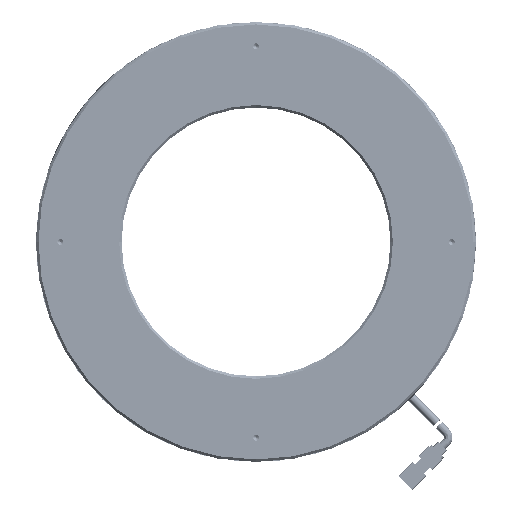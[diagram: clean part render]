
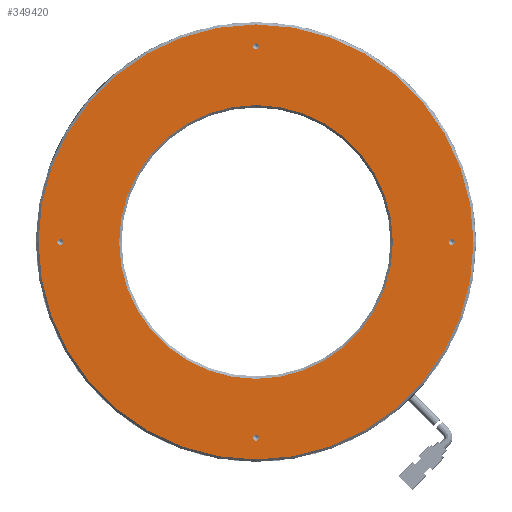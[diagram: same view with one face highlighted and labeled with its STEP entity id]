
A CAD part, front view. The second image highlights one B-rep face of the part: STEP entity #349420.
In plain terms, the highlighted planar face has unit normal (0, -1, 0).
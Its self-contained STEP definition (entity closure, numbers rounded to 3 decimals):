
#628 = DIRECTION ( 'NONE',  ( 0., 1., 0. ) ) ;
#690 = FACE_BOUND ( 'NONE', #154441, .T. ) ;
#4671 = VERTEX_POINT ( 'NONE', #142454 ) ;
#13361 = DIRECTION ( 'NONE',  ( 0., 0., 1. ) ) ;
#13962 = CIRCLE ( 'NONE', #54750, 1.25 ) ;
#15060 = DIRECTION ( 'NONE',  ( 0., 1., 0. ) ) ;
#16224 = DIRECTION ( 'NONE',  ( 0., 1., 0. ) ) ;
#21269 = AXIS2_PLACEMENT_3D ( 'NONE', #260767, #65218, #293587 ) ;
#23419 = AXIS2_PLACEMENT_3D ( 'NONE', #404449, #208879, #13361 ) ;
#24472 = CARTESIAN_POINT ( 'NONE',  ( -121.39, 14.709, 7.878 ) ) ;
#27936 = CARTESIAN_POINT ( 'NONE',  ( 38.61, 14.709, 10.378 ) ) ;
#31173 = CARTESIAN_POINT ( 'NONE',  ( 38.61, 14.709, 7.878 ) ) ;
#36932 = VERTEX_POINT ( 'NONE', #305202 ) ;
#54750 = AXIS2_PLACEMENT_3D ( 'NONE', #196281, #628, #228954 ) ;
#55474 = EDGE_CURVE ( 'NONE', #155040, #249601, #240892, .T. ) ;
#57024 = CARTESIAN_POINT ( 'NONE',  ( -121.39, 14.709, 9.128 ) ) ;
#65129 = ORIENTED_EDGE ( 'NONE', *, *, #406958, .T. ) ;
#65218 = DIRECTION ( 'NONE',  ( 0., 1., 0. ) ) ;
#65803 = CARTESIAN_POINT ( 'NONE',  ( 48.61, 14.709, 9.128 ) ) ;
#83615 = CARTESIAN_POINT ( 'NONE',  ( -41.39, 14.709, -79.872 ) ) ;
#84494 = DIRECTION ( 'NONE',  ( 0., 1., 0. ) ) ;
#89955 = DIRECTION ( 'NONE',  ( 0., 0., -1. ) ) ;
#98679 = DIRECTION ( 'NONE',  ( 0., 0., -1. ) ) ;
#109914 = EDGE_CURVE ( 'NONE', #378926, #354518, #423844, .T. ) ;
#117138 = ORIENTED_EDGE ( 'NONE', *, *, #134414, .T. ) ;
#117579 = CIRCLE ( 'NONE', #131006, 1.25 ) ;
#117915 = EDGE_LOOP ( 'NONE', ( #297059, #65129 ) ) ;
#125964 = AXIS2_PLACEMENT_3D ( 'NONE', #140620, #368871, #173414 ) ;
#131006 = AXIS2_PLACEMENT_3D ( 'NONE', #210624, #15060, #243471 ) ;
#134385 = DIRECTION ( 'NONE',  ( 0., -1., 0. ) ) ;
#134414 = EDGE_CURVE ( 'NONE', #156516, #405760, #196379, .T. ) ;
#140620 = CARTESIAN_POINT ( 'NONE',  ( -41.39, 14.709, 9.128 ) ) ;
#142454 = CARTESIAN_POINT ( 'NONE',  ( -41.39, 14.709, 98.128 ) ) ;
#143266 = EDGE_CURVE ( 'NONE', #149967, #372697, #259468, .T. ) ;
#149967 = VERTEX_POINT ( 'NONE', #27936 ) ;
#151194 = CIRCLE ( 'NONE', #23419, 89. ) ;
#154441 = EDGE_LOOP ( 'NONE', ( #279620, #355368 ) ) ;
#155040 = VERTEX_POINT ( 'NONE', #24472 ) ;
#156516 = VERTEX_POINT ( 'NONE', #169069 ) ;
#160822 = ORIENTED_EDGE ( 'NONE', *, *, #308156, .T. ) ;
#162356 = AXIS2_PLACEMENT_3D ( 'NONE', #358337, #162787, #391158 ) ;
#162787 = DIRECTION ( 'NONE',  ( 0., 1., 0. ) ) ;
#167565 = CIRCLE ( 'NONE', #125964, 56. ) ;
#169069 = CARTESIAN_POINT ( 'NONE',  ( -41.39, 14.709, 90.378 ) ) ;
#173294 = CARTESIAN_POINT ( 'NONE',  ( -41.39, 14.709, 89.128 ) ) ;
#173414 = DIRECTION ( 'NONE',  ( 0., 0., -1. ) ) ;
#175491 = EDGE_CURVE ( 'NONE', #405760, #156516, #354910, .T. ) ;
#176297 = EDGE_LOOP ( 'NONE', ( #229194, #117138 ) ) ;
#187578 = DIRECTION ( 'NONE',  ( 0., 1., 0. ) ) ;
#196094 = AXIS2_PLACEMENT_3D ( 'NONE', #57024, #285466, #89955 ) ;
#196281 = CARTESIAN_POINT ( 'NONE',  ( 38.61, 14.709, 9.128 ) ) ;
#196379 = CIRCLE ( 'NONE', #336317, 1.25 ) ;
#197905 = AXIS2_PLACEMENT_3D ( 'NONE', #65803, #294193, #98679 ) ;
#201814 = EDGE_CURVE ( 'NONE', #4671, #337111, #408232, .T. ) ;
#202242 = ORIENTED_EDGE ( 'NONE', *, *, #218670, .T. ) ;
#206001 = DIRECTION ( 'NONE',  ( 0., 0., -1. ) ) ;
#208865 = CARTESIAN_POINT ( 'NONE',  ( -41.39, 14.709, -46.872 ) ) ;
#208879 = DIRECTION ( 'NONE',  ( 0., -1., 0. ) ) ;
#210624 = CARTESIAN_POINT ( 'NONE',  ( -41.39, 14.709, -70.872 ) ) ;
#211732 = CARTESIAN_POINT ( 'NONE',  ( -121.39, 14.709, 9.128 ) ) ;
#214747 = ORIENTED_EDGE ( 'NONE', *, *, #143266, .T. ) ;
#217233 = AXIS2_PLACEMENT_3D ( 'NONE', #211732, #16224, #244617 ) ;
#218670 = EDGE_CURVE ( 'NONE', #249601, #155040, #234860, .T. ) ;
#218793 = CIRCLE ( 'NONE', #162356, 1.25 ) ;
#228673 = VERTEX_POINT ( 'NONE', #241318 ) ;
#228954 = DIRECTION ( 'NONE',  ( 0., 0., -1. ) ) ;
#229194 = ORIENTED_EDGE ( 'NONE', *, *, #175491, .T. ) ;
#234860 = CIRCLE ( 'NONE', #196094, 1.25 ) ;
#235112 = CARTESIAN_POINT ( 'NONE',  ( -121.39, 14.709, 10.378 ) ) ;
#240892 = CIRCLE ( 'NONE', #217233, 1.25 ) ;
#241318 = CARTESIAN_POINT ( 'NONE',  ( -41.39, 14.709, -72.122 ) ) ;
#243471 = DIRECTION ( 'NONE',  ( 0., 0., -1. ) ) ;
#244617 = DIRECTION ( 'NONE',  ( 0., 0., -1. ) ) ;
#248197 = AXIS2_PLACEMENT_3D ( 'NONE', #329741, #134385, #362594 ) ;
#249601 = VERTEX_POINT ( 'NONE', #235112 ) ;
#250971 = FACE_BOUND ( 'NONE', #270876, .T. ) ;
#259468 = CIRCLE ( 'NONE', #21269, 1.25 ) ;
#260767 = CARTESIAN_POINT ( 'NONE',  ( 38.61, 14.709, 9.128 ) ) ;
#261227 = FACE_BOUND ( 'NONE', #176297, .T. ) ;
#270876 = EDGE_LOOP ( 'NONE', ( #297341, #202242 ) ) ;
#278900 = AXIS2_PLACEMENT_3D ( 'NONE', #173294, #401509, #206001 ) ;
#279620 = ORIENTED_EDGE ( 'NONE', *, *, #313400, .T. ) ;
#280042 = CARTESIAN_POINT ( 'NONE',  ( -41.39, 14.709, 9.128 ) ) ;
#285466 = DIRECTION ( 'NONE',  ( 0., 1., 0. ) ) ;
#293587 = DIRECTION ( 'NONE',  ( 0., 0., -1. ) ) ;
#294193 = DIRECTION ( 'NONE',  ( 0., -1., 0. ) ) ;
#297059 = ORIENTED_EDGE ( 'NONE', *, *, #201814, .T. ) ;
#297341 = ORIENTED_EDGE ( 'NONE', *, *, #55474, .T. ) ;
#304268 = ORIENTED_EDGE ( 'NONE', *, *, #328699, .T. ) ;
#305202 = CARTESIAN_POINT ( 'NONE',  ( -41.39, 14.709, -69.622 ) ) ;
#308156 = EDGE_CURVE ( 'NONE', #36932, #228673, #117579, .T. ) ;
#312851 = DIRECTION ( 'NONE',  ( 0., 0., -1. ) ) ;
#313400 = EDGE_CURVE ( 'NONE', #354518, #378926, #167565, .T. ) ;
#325527 = PLANE ( 'NONE',  #197905 ) ;
#328431 = CARTESIAN_POINT ( 'NONE',  ( -41.39, 14.709, 87.878 ) ) ;
#328699 = EDGE_CURVE ( 'NONE', #372697, #149967, #13962, .T. ) ;
#329741 = CARTESIAN_POINT ( 'NONE',  ( -41.39, 14.709, 9.128 ) ) ;
#336317 = AXIS2_PLACEMENT_3D ( 'NONE', #383031, #187578, #415893 ) ;
#337111 = VERTEX_POINT ( 'NONE', #83615 ) ;
#337766 = FACE_BOUND ( 'NONE', #410563, .T. ) ;
#339747 = ORIENTED_EDGE ( 'NONE', *, *, #382333, .T. ) ;
#348005 = FACE_BOUND ( 'NONE', #423696, .T. ) ;
#349420 = ADVANCED_FACE ( 'NONE', ( #690, #358271, #261227, #348005, #337766, #250971 ), #325527, .T. ) ;
#354518 = VERTEX_POINT ( 'NONE', #208865 ) ;
#354910 = CIRCLE ( 'NONE', #278900, 1.25 ) ;
#355368 = ORIENTED_EDGE ( 'NONE', *, *, #109914, .T. ) ;
#358271 = FACE_OUTER_BOUND ( 'NONE', #117915, .T. ) ;
#358337 = CARTESIAN_POINT ( 'NONE',  ( -41.39, 14.709, -70.872 ) ) ;
#361265 = CARTESIAN_POINT ( 'NONE',  ( -41.39, 14.709, 65.128 ) ) ;
#362594 = DIRECTION ( 'NONE',  ( 0., 0., 1. ) ) ;
#368871 = DIRECTION ( 'NONE',  ( 0., 1., 0. ) ) ;
#372697 = VERTEX_POINT ( 'NONE', #31173 ) ;
#378926 = VERTEX_POINT ( 'NONE', #361265 ) ;
#382333 = EDGE_CURVE ( 'NONE', #228673, #36932, #218793, .T. ) ;
#383031 = CARTESIAN_POINT ( 'NONE',  ( -41.39, 14.709, 89.128 ) ) ;
#391158 = DIRECTION ( 'NONE',  ( 0., 0., -1. ) ) ;
#400558 = AXIS2_PLACEMENT_3D ( 'NONE', #280042, #84494, #312851 ) ;
#401509 = DIRECTION ( 'NONE',  ( 0., 1., 0. ) ) ;
#404449 = CARTESIAN_POINT ( 'NONE',  ( -41.39, 14.709, 9.128 ) ) ;
#405760 = VERTEX_POINT ( 'NONE', #328431 ) ;
#406958 = EDGE_CURVE ( 'NONE', #337111, #4671, #151194, .T. ) ;
#408232 = CIRCLE ( 'NONE', #248197, 89. ) ;
#410563 = EDGE_LOOP ( 'NONE', ( #339747, #160822 ) ) ;
#415893 = DIRECTION ( 'NONE',  ( 0., 0., -1. ) ) ;
#423696 = EDGE_LOOP ( 'NONE', ( #304268, #214747 ) ) ;
#423844 = CIRCLE ( 'NONE', #400558, 56. ) ;
